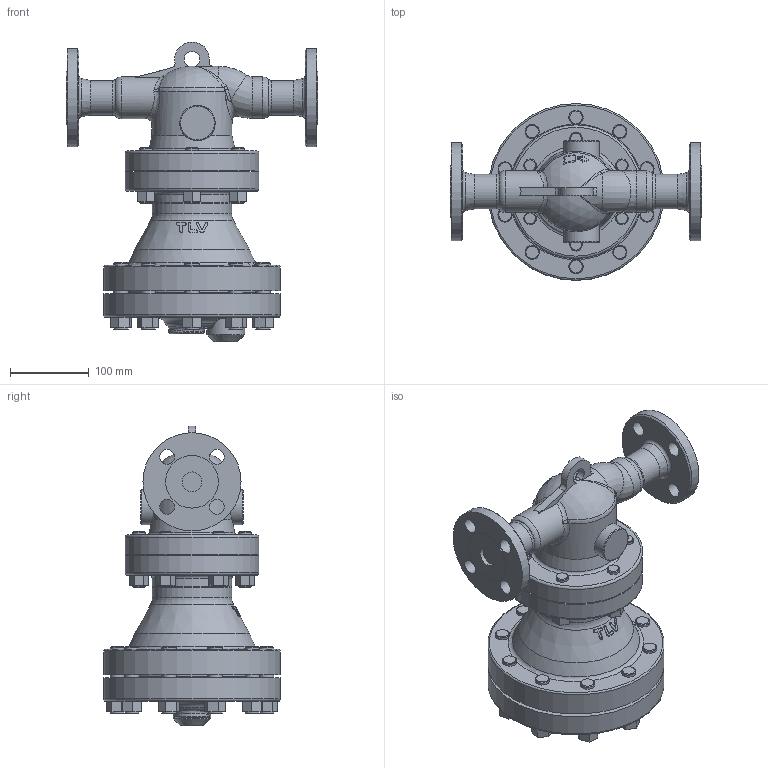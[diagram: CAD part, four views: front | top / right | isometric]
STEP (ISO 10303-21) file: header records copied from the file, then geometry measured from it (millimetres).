
FILE_DESCRIPTION((''),'2;1');
FILE_NAME('dc3sh-025-jis20-00.stp','2014-02-14T13:05:38',('akifuji'),(''),'Autodesk Inventor 2012','Autodesk Inventor 2012','');
FILE_SCHEMA(('AUTOMOTIVE_DESIGN { 1 0 10303 214 1 1 1 1 }'));
Length unit declared in the file: millimetre
Products named in the file (1): dc3sh-025-jis20-00
Bounding box: 320 x 225 x 382 mm (x, y, z)
Volume: 6651362.4 mm3; surface area: 411044.4 mm2
Topology: 1 solids, 2 shells, 403 faces, 987 edges, 636 vertices
Faces by surface type: plane 199, cylinder 94, cone 46, bspline 33, torus 25, revolution 4, sphere 2
Full cylindrical faces by diameter (mm): 16 x18, 18 x30, 19 x8, 22.2 x2, 25 x2, 44 x2, 45 x3, 48 x1, 53 x1, 67 x2, 100.952 x1, 102 x1, 118 x1, 125 x2, 162.5 x1, 170 x3, 225 x2
Entity records: 12965 total; most frequent: CARTESIAN_POINT 4304, DIRECTION 1726, ORIENTED_EDGE 1596, EDGE_CURVE 798, AXIS2_PLACEMENT_3D 695, EDGE_LOOP 644, VERTEX_POINT 590, FACE_OUTER_BOUND 403
